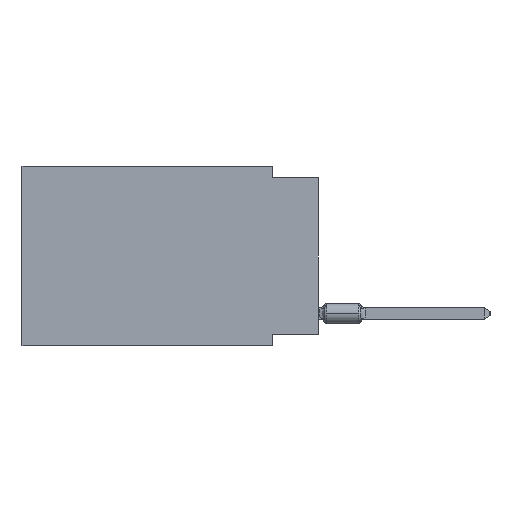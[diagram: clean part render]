
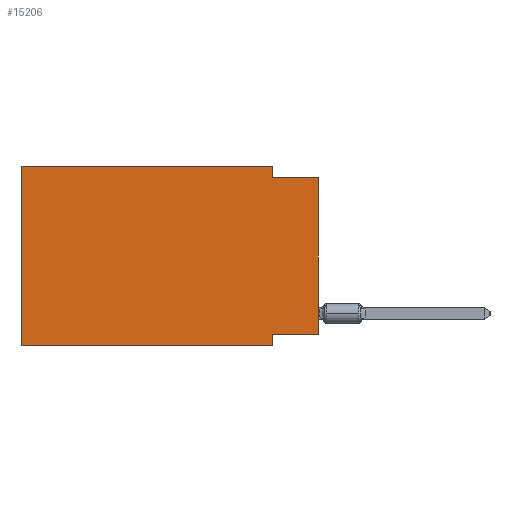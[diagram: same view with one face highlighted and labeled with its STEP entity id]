
A CAD part, left-side view. The second image highlights one B-rep face of the part: STEP entity #15206.
In plain terms, the highlighted planar face has unit normal (-1, 0, 0).
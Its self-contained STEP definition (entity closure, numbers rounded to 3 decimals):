
#552 = LINE ( 'NONE', #18438, #17077 ) ;
#1326 = DIRECTION ( 'NONE',  ( 0., 0., -1. ) ) ;
#1701 = CARTESIAN_POINT ( 'NONE',  ( 0., 2.54, 0. ) ) ;
#2142 = CARTESIAN_POINT ( 'NONE',  ( 0., 0., 0. ) ) ;
#4336 = VERTEX_POINT ( 'NONE', #25483 ) ;
#4481 = ORIENTED_EDGE ( 'NONE', *, *, #41258, .F. ) ;
#5245 = VECTOR ( 'NONE', #23444, 1000. ) ;
#5556 = LINE ( 'NONE', #28135, #5245 ) ;
#6290 = ORIENTED_EDGE ( 'NONE', *, *, #41384, .F. ) ;
#7122 = LINE ( 'NONE', #2142, #19339 ) ;
#7945 = CARTESIAN_POINT ( 'NONE',  ( 0., 0., -0.635 ) ) ;
#9554 = DIRECTION ( 'NONE',  ( 0., 0., -1. ) ) ;
#10798 = VECTOR ( 'NONE', #17881, 1000. ) ;
#11399 = ORIENTED_EDGE ( 'NONE', *, *, #57267, .F. ) ;
#12798 = PLANE ( 'NONE',  #15257 ) ;
#13360 = CARTESIAN_POINT ( 'NONE',  ( 0., 16.383, 0. ) ) ;
#13959 = FACE_OUTER_BOUND ( 'NONE', #22182, .T. ) ;
#14378 = EDGE_CURVE ( 'NONE', #33909, #28637, #552, .T. ) ;
#15206 = ADVANCED_FACE ( 'NONE', ( #13959 ), #12798, .F. ) ;
#15257 = AXIS2_PLACEMENT_3D ( 'NONE', #13360, #35376, #9554 ) ;
#15296 = CARTESIAN_POINT ( 'NONE',  ( 0., 16.383, 0. ) ) ;
#16147 = DIRECTION ( 'NONE',  ( 0., 0., 1. ) ) ;
#17077 = VECTOR ( 'NONE', #54214, 1000. ) ;
#17881 = DIRECTION ( 'NONE',  ( 0., 1., 0. ) ) ;
#18438 = CARTESIAN_POINT ( 'NONE',  ( 0., 16.383, 0. ) ) ;
#19339 = VECTOR ( 'NONE', #20597, 1000. ) ;
#19467 = CARTESIAN_POINT ( 'NONE',  ( 0., 16.383, 0. ) ) ;
#20024 = ORIENTED_EDGE ( 'NONE', *, *, #14378, .F. ) ;
#20597 = DIRECTION ( 'NONE',  ( 0., 0., 1. ) ) ;
#22182 = EDGE_LOOP ( 'NONE', ( #44479, #23576, #11399, #20024, #4481, #37986, #43686, #6290 ) ) ;
#23444 = DIRECTION ( 'NONE',  ( 0., -1., 0. ) ) ;
#23576 = ORIENTED_EDGE ( 'NONE', *, *, #44931, .F. ) ;
#23620 = LINE ( 'NONE', #41511, #49176 ) ;
#24004 = LINE ( 'NONE', #1701, #25194 ) ;
#25194 = VECTOR ( 'NONE', #45985, 1000. ) ;
#25483 = CARTESIAN_POINT ( 'NONE',  ( 0., 0., -9.271 ) ) ;
#26111 = LINE ( 'NONE', #43985, #10798 ) ;
#26806 = CARTESIAN_POINT ( 'NONE',  ( 0., 2.54, -9.271 ) ) ;
#27237 = VERTEX_POINT ( 'NONE', #53542 ) ;
#27366 = EDGE_CURVE ( 'NONE', #32035, #38785, #23620, .T. ) ;
#28135 = CARTESIAN_POINT ( 'NONE',  ( 0., 16.383, -9.906 ) ) ;
#28637 = VERTEX_POINT ( 'NONE', #47651 ) ;
#28810 = LINE ( 'NONE', #15296, #32276 ) ;
#29021 = EDGE_CURVE ( 'NONE', #4336, #41688, #7122, .T. ) ;
#29636 = DIRECTION ( 'NONE',  ( 0., -1., 0. ) ) ;
#29994 = VERTEX_POINT ( 'NONE', #46701 ) ;
#32035 = VERTEX_POINT ( 'NONE', #26806 ) ;
#32276 = VECTOR ( 'NONE', #16147, 1000. ) ;
#33731 = LINE ( 'NONE', #55749, #48151 ) ;
#33909 = VERTEX_POINT ( 'NONE', #19467 ) ;
#35376 = DIRECTION ( 'NONE',  ( 1., 0., 0. ) ) ;
#37986 = ORIENTED_EDGE ( 'NONE', *, *, #53642, .T. ) ;
#38785 = VERTEX_POINT ( 'NONE', #56530 ) ;
#41258 = EDGE_CURVE ( 'NONE', #29994, #33909, #28810, .T. ) ;
#41384 = EDGE_CURVE ( 'NONE', #4336, #32035, #26111, .T. ) ;
#41511 = CARTESIAN_POINT ( 'NONE',  ( 0., 2.54, -9.906 ) ) ;
#41688 = VERTEX_POINT ( 'NONE', #7945 ) ;
#43686 = ORIENTED_EDGE ( 'NONE', *, *, #27366, .F. ) ;
#43985 = CARTESIAN_POINT ( 'NONE',  ( 0., 0., -9.271 ) ) ;
#44479 = ORIENTED_EDGE ( 'NONE', *, *, #29021, .T. ) ;
#44931 = EDGE_CURVE ( 'NONE', #27237, #41688, #33731, .T. ) ;
#45985 = DIRECTION ( 'NONE',  ( 0., 0., -1. ) ) ;
#46701 = CARTESIAN_POINT ( 'NONE',  ( 0., 16.383, -9.906 ) ) ;
#47651 = CARTESIAN_POINT ( 'NONE',  ( 0., 2.54, 0. ) ) ;
#48151 = VECTOR ( 'NONE', #29636, 1000. ) ;
#49176 = VECTOR ( 'NONE', #1326, 1000. ) ;
#53542 = CARTESIAN_POINT ( 'NONE',  ( 0., 2.54, -0.635 ) ) ;
#53642 = EDGE_CURVE ( 'NONE', #29994, #38785, #5556, .T. ) ;
#54214 = DIRECTION ( 'NONE',  ( 0., -1., 0. ) ) ;
#55749 = CARTESIAN_POINT ( 'NONE',  ( 0., 0., -0.635 ) ) ;
#56530 = CARTESIAN_POINT ( 'NONE',  ( 0., 2.54, -9.906 ) ) ;
#57267 = EDGE_CURVE ( 'NONE', #28637, #27237, #24004, .T. ) ;
